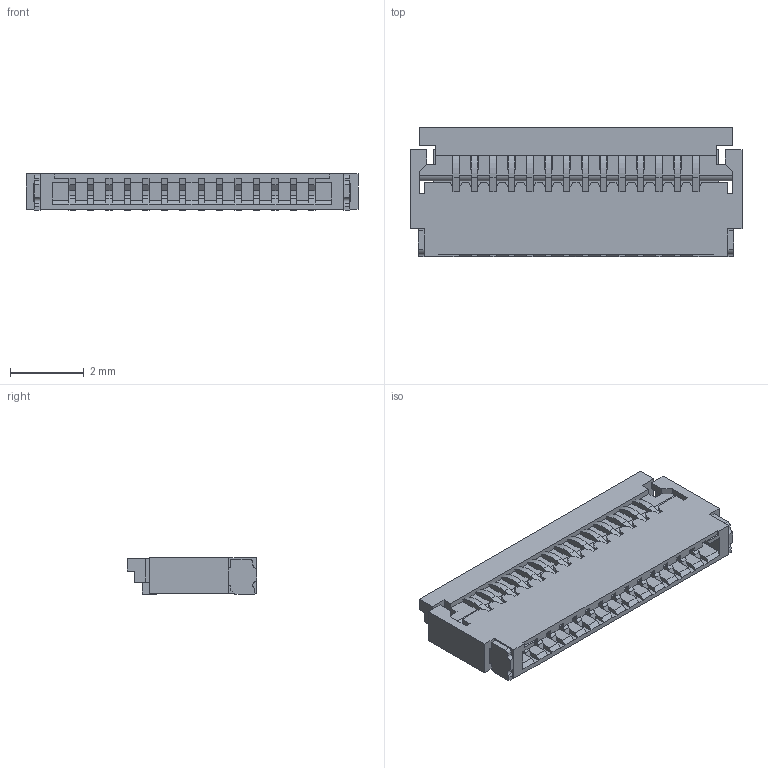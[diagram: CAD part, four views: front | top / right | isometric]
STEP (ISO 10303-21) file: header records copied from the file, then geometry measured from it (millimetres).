
FILE_DESCRIPTION( ( 'Unknown' ), '1' );
FILE_NAME( '687114182122.stp', 'Unknown', ( 'Unknown' ), ( 'Unknown' ), 'PSStep 17.0.49', 'Unknown', ' ' );
FILE_SCHEMA( ( 'AUTOMOTIVE_DESIGN { 1 0 10303 214 1 1 1 1 }' ) );
Length unit declared in the file: millimetre
Products named in the file (5): Assem1; 6871xx182122_Pad; 6871xx182122_Pin; 687114182122; 687114182122_Actuator
Assembly tree (18 placements, depth 2):
  Assem1
    6871xx182122_Pad  x2
    6871xx182122_Pin  x14
    687114182122
    687114182122_Actuator
Bounding box: 9 x 3.5 x 0.99 mm (x, y, z)
Volume: 19.8 mm3; surface area: 229.4 mm2
Topology: 18 solids, 18 shells, 793 faces, 2367 edges, 1568 vertices
Faces by surface type: plane 697, cylinder 96
Entity records: 17937 total; most frequent: ORIENTED_EDGE 2662, CARTESIAN_POINT 2647, DIRECTION 2217, EDGE_CURVE 1331, LINE 1305, VECTOR 1305, VERTEX_POINT 886, AXIS2_PLACEMENT_3D 456
